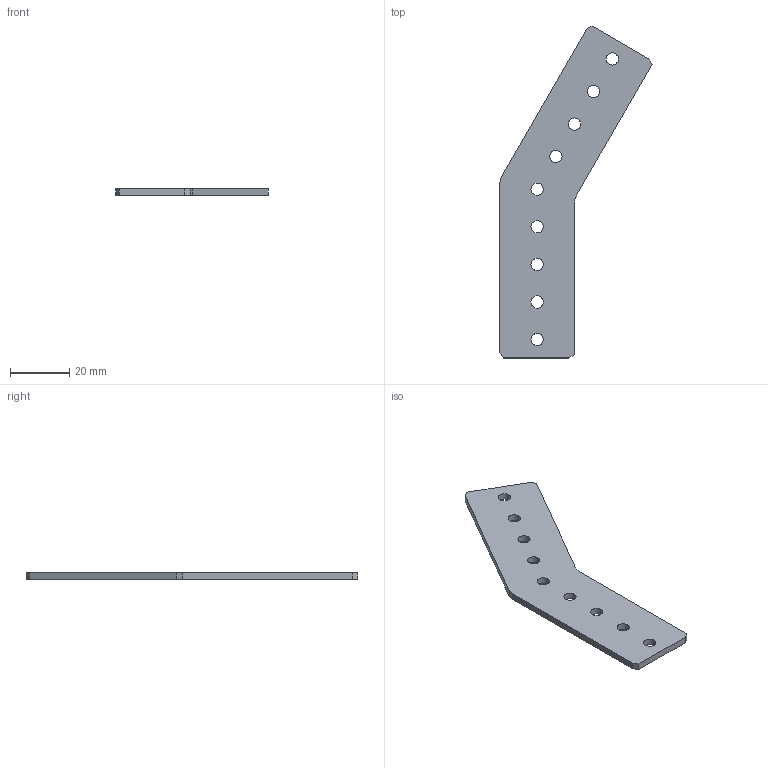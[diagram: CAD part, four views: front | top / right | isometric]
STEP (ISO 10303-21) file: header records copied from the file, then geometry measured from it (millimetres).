
FILE_DESCRIPTION (( 'STEP AP214' ), '1' );
FILE_NAME ('217-4180-STEP-20140806.STEP', '2014-08-06T21:29:34', ( '' ), ( '' ), 'SwSTEP 2.0', 'SolidWorks 2014', '' );
FILE_SCHEMA (( 'AUTOMOTIVE_DESIGN' ));
Length unit declared in the file: inch
Products named in the file (1): 217-4180-STEP-20140806
Bounding box: 51.43 x 112.15 x 2.29 mm (x, y, z)
Volume: 6269.4 mm3; surface area: 6381.5 mm2
Topology: 1 solids, 1 shells, 32 faces, 90 edges, 60 vertices
Faces by surface type: cylinder 19, plane 13
Entity records: 1128 total; most frequent: DIRECTION 194, CARTESIAN_POINT 183, ORIENTED_EDGE 180, EDGE_CURVE 90, AXIS2_PLACEMENT_3D 71, VERTEX_POINT 60, LINE 52, VECTOR 52
